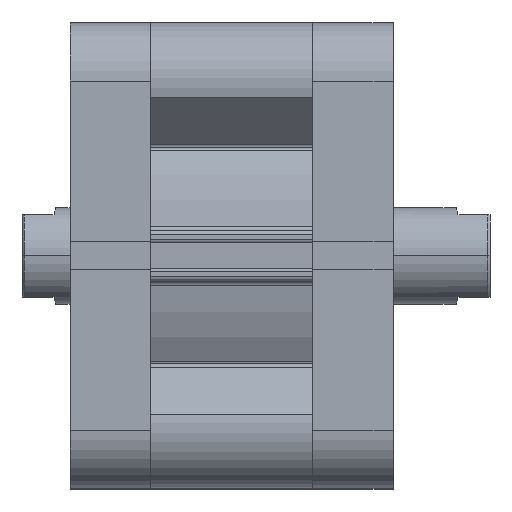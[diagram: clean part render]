
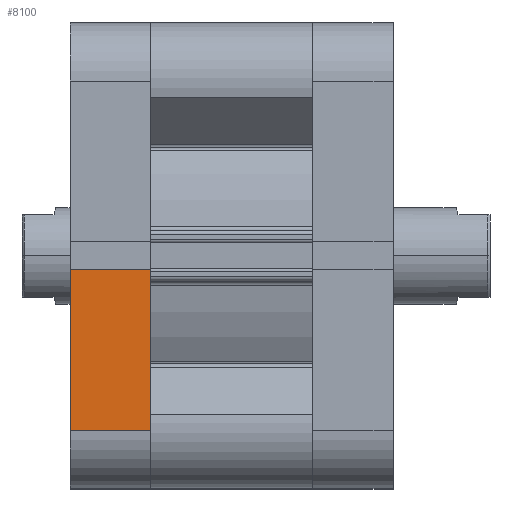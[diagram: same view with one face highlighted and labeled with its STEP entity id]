
A CAD part, top view. The second image highlights one B-rep face of the part: STEP entity #8100.
In plain terms, the highlighted face is planar.
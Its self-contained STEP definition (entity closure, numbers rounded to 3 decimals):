
#1800 = FACE_OUTER_BOUND ( 'NONE', #7963, .T. ) ;
#2784 = PLANE ( 'NONE',  #4833 ) ;
#2799 = CARTESIAN_POINT ( 'NONE',  ( -66.882, 0., -48. ) ) ;
#2834 = DIRECTION ( 'NONE',  ( 0., 0., 1. ) ) ;
#2836 = DIRECTION ( 'NONE',  ( 1., 0., 0. ) ) ;
#3542 = ORIENTED_EDGE ( 'NONE', *, *, #4267, .T. ) ;
#3544 = ORIENTED_EDGE ( 'NONE', *, *, #4217, .T. ) ;
#3546 = ORIENTED_EDGE ( 'NONE', *, *, #4238, .T. ) ;
#3548 = ORIENTED_EDGE ( 'NONE', *, *, #4220, .T. ) ;
#4217 = EDGE_CURVE ( 'NONE', #4938, #4959, #7153, .T. ) ;
#4220 = EDGE_CURVE ( 'NONE', #4958, #4939, #7185, .T. ) ;
#4238 = EDGE_CURVE ( 'NONE', #4959, #4958, #7218, .T. ) ;
#4267 = EDGE_CURVE ( 'NONE', #4939, #4938, #7222, .T. ) ;
#4833 = AXIS2_PLACEMENT_3D ( 'NONE', #2799, #2834, #2836 ) ;
#4938 = VERTEX_POINT ( 'NONE', #6040 ) ;
#4939 = VERTEX_POINT ( 'NONE', #6041 ) ;
#4958 = VERTEX_POINT ( 'NONE', #6060 ) ;
#4959 = VERTEX_POINT ( 'NONE', #6061 ) ;
#5629 = CARTESIAN_POINT ( 'NONE',  ( -66.882, -2.97, -48. ) ) ;
#5638 = DIRECTION ( 'NONE',  ( 1., 0., 0. ) ) ;
#5639 = CARTESIAN_POINT ( 'NONE',  ( 1., -36., -48. ) ) ;
#5645 = DIRECTION ( 'NONE',  ( -1., 0., 0. ) ) ;
#5685 = CARTESIAN_POINT ( 'NONE',  ( 17.5, 0., -48. ) ) ;
#5686 = DIRECTION ( 'NONE',  ( 0., -1., 0. ) ) ;
#5751 = CARTESIAN_POINT ( 'NONE',  ( 1., 0., -48. ) ) ;
#5752 = DIRECTION ( 'NONE',  ( 0., 1., 0. ) ) ;
#6040 = CARTESIAN_POINT ( 'NONE',  ( 1., -2.97, -48. ) ) ;
#6041 = CARTESIAN_POINT ( 'NONE',  ( 1., -36., -48. ) ) ;
#6060 = CARTESIAN_POINT ( 'NONE',  ( 17.5, -36., -48. ) ) ;
#6061 = CARTESIAN_POINT ( 'NONE',  ( 17.5, -2.97, -48. ) ) ;
#7153 = LINE ( 'NONE', #5629, #7181 ) ;
#7181 = VECTOR ( 'NONE', #5638, 1000. ) ;
#7183 = VECTOR ( 'NONE', #5645, 1000. ) ;
#7185 = LINE ( 'NONE', #5639, #7183 ) ;
#7218 = LINE ( 'NONE', #5685, #7219 ) ;
#7219 = VECTOR ( 'NONE', #5686, 1000. ) ;
#7222 = LINE ( 'NONE', #5751, #7243 ) ;
#7243 = VECTOR ( 'NONE', #5752, 1000. ) ;
#7963 = EDGE_LOOP ( 'NONE', ( #3542, #3544, #3546, #3548 ) ) ;
#8100 = ADVANCED_FACE ( 'NONE', ( #1800 ), #2784, .F. ) ;
